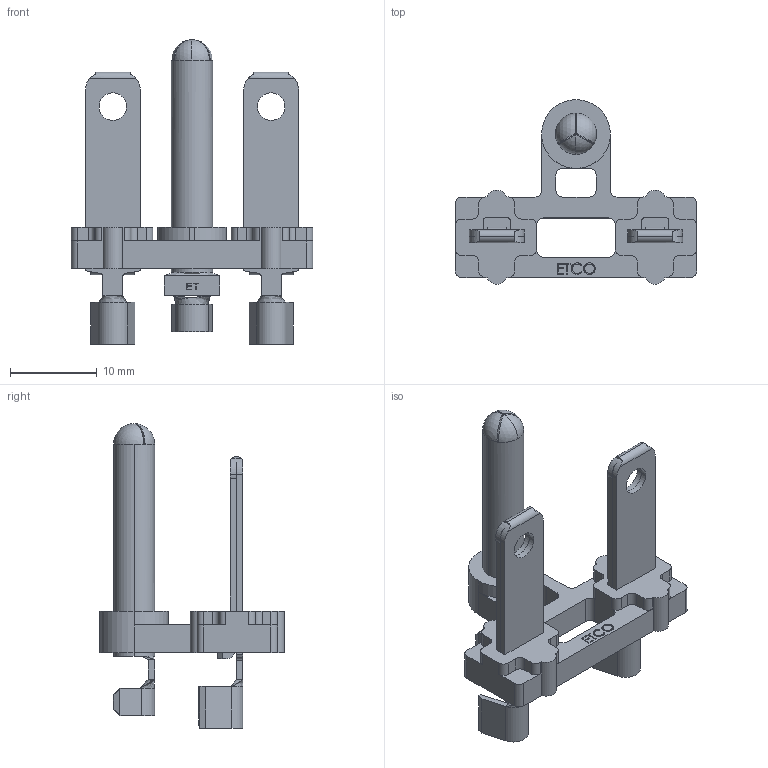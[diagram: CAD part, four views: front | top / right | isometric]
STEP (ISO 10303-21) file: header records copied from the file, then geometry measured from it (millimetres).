
FILE_DESCRIPTION (( 'STEP AP203' ), '1' );
FILE_NAME ('37025.STEP', '2019-12-04T15:41:34', ( 'tempuser' ), ( 'Microsoft' ), 'SwSTEP 2.0', 'SolidWorks 2019', '' );
FILE_SCHEMA (( 'CONFIG_CONTROL_DESIGN' ));
Length unit declared in the file: inch
Products named in the file (4): BHBP04; PPBF8; PN187H5; 37025
Assembly tree (4 placements, depth 2):
  37025
    BHBP04
    PPBF8  x2
    PN187H5
Bounding box: 27.81 x 21.27 x 35.11 mm (x, y, z)
Volume: 1752.1 mm3; surface area: 3722.3 mm2
Topology: 4 solids, 4 shells, 680 faces, 1810 edges, 1153 vertices
Faces by surface type: plane 456, cylinder 127, bspline 52, cone 35, sphere 8, torus 2
Entity records: 18405 total; most frequent: CARTESIAN_POINT 5380, ORIENTED_EDGE 2730, DIRECTION 2447, EDGE_CURVE 1365, LINE 999, VECTOR 999, VERTEX_POINT 873, AXIS2_PLACEMENT_3D 724
